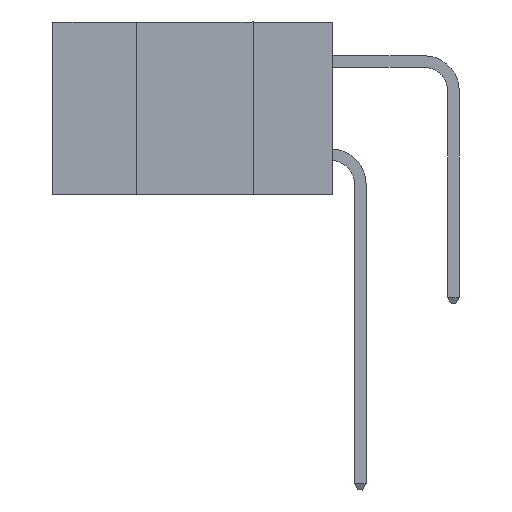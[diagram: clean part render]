
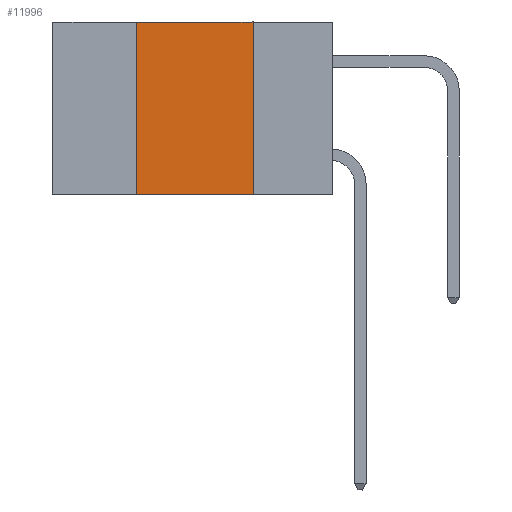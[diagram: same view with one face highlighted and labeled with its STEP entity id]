
A CAD part, left-side view. The second image highlights one B-rep face of the part: STEP entity #11996.
In plain terms, the highlighted planar face has unit normal (-1, 0, 0).
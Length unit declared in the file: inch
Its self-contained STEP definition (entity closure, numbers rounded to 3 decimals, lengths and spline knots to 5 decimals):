
#300 = ORIENTED_EDGE ( 'NONE', *, *, #10271, .F. ) ;
#1359 = DIRECTION ( 'NONE',  ( 0., 0., -1. ) ) ;
#1417 = DIRECTION ( 'NONE',  ( 0., -1., 0. ) ) ;
#2124 = EDGE_CURVE ( 'NONE', #9413, #4649, #4210, .T. ) ;
#2273 = EDGE_LOOP ( 'NONE', ( #300, #7514, #5280, #7438 ) ) ;
#2696 = CARTESIAN_POINT ( 'NONE',  ( 0., 0.42, -0.37 ) ) ;
#2924 = CARTESIAN_POINT ( 'NONE',  ( 0., 0.42, -0.37 ) ) ;
#3282 = VERTEX_POINT ( 'NONE', #7468 ) ;
#3679 = VECTOR ( 'NONE', #1417, 39.37008 ) ;
#4137 = DIRECTION ( 'NONE',  ( 0., -1., 0. ) ) ;
#4210 = LINE ( 'NONE', #2924, #8601 ) ;
#4649 = VERTEX_POINT ( 'NONE', #13517 ) ;
#4655 = VERTEX_POINT ( 'NONE', #7055 ) ;
#5001 = CARTESIAN_POINT ( 'NONE',  ( 0., 0.6, 0. ) ) ;
#5280 = ORIENTED_EDGE ( 'NONE', *, *, #2124, .F. ) ;
#5625 = EDGE_CURVE ( 'NONE', #9413, #3282, #8249, .T. ) ;
#5659 = EDGE_CURVE ( 'NONE', #4649, #4655, #12829, .T. ) ;
#5683 = PLANE ( 'NONE',  #12125 ) ;
#7055 = CARTESIAN_POINT ( 'NONE',  ( 0., 0.17, 0. ) ) ;
#7172 = DIRECTION ( 'NONE',  ( 0., 0., 1. ) ) ;
#7209 = VECTOR ( 'NONE', #1359, 39.37008 ) ;
#7438 = ORIENTED_EDGE ( 'NONE', *, *, #5625, .T. ) ;
#7468 = CARTESIAN_POINT ( 'NONE',  ( 0., 0.17, -0.37 ) ) ;
#7514 = ORIENTED_EDGE ( 'NONE', *, *, #5659, .F. ) ;
#8249 = LINE ( 'NONE', #12626, #3679 ) ;
#8601 = VECTOR ( 'NONE', #7172, 39.37008 ) ;
#8926 = LINE ( 'NONE', #9212, #7209 ) ;
#9212 = CARTESIAN_POINT ( 'NONE',  ( 0., 0.17, -0.37 ) ) ;
#9413 = VERTEX_POINT ( 'NONE', #2696 ) ;
#10110 = DIRECTION ( 'NONE',  ( 0., 0., -1. ) ) ;
#10256 = FACE_OUTER_BOUND ( 'NONE', #2273, .T. ) ;
#10271 = EDGE_CURVE ( 'NONE', #4655, #3282, #8926, .T. ) ;
#11256 = DIRECTION ( 'NONE',  ( 1., 0., 0. ) ) ;
#11725 = VECTOR ( 'NONE', #4137, 39.37008 ) ;
#11769 = CARTESIAN_POINT ( 'NONE',  ( 0., 0.6, 0. ) ) ;
#11996 = ADVANCED_FACE ( 'NONE', ( #10256 ), #5683, .F. ) ;
#12125 = AXIS2_PLACEMENT_3D ( 'NONE', #5001, #11256, #10110 ) ;
#12626 = CARTESIAN_POINT ( 'NONE',  ( 0., 0.6, -0.37 ) ) ;
#12829 = LINE ( 'NONE', #11769, #11725 ) ;
#13517 = CARTESIAN_POINT ( 'NONE',  ( 0., 0.42, 0. ) ) ;
